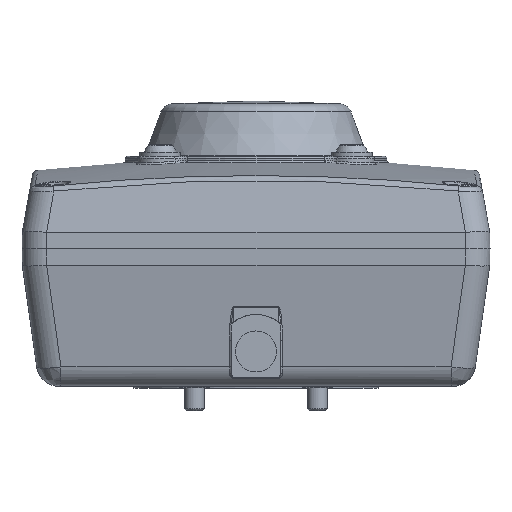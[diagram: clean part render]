
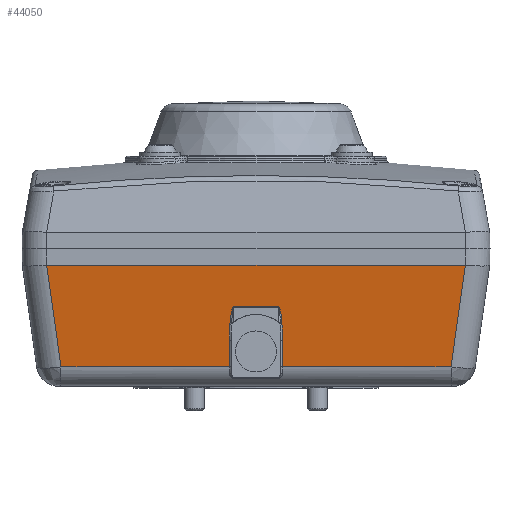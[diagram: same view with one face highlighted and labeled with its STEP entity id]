
A CAD part, left-side view. The second image highlights one B-rep face of the part: STEP entity #44050.
In plain terms, the highlighted planar face has unit normal (-0.99, 0, -0.139).
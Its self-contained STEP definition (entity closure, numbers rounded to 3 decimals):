
#43538=CARTESIAN_POINT('',(-65.362,-6.5,11.228));
#43539=VERTEX_POINT('',#43538);
#43547=CARTESIAN_POINT('',(-66.504,-5.5,19.354));
#43548=VERTEX_POINT('',#43547);
#43549=CARTESIAN_POINT('',(-65.362,-5.5,11.228));
#43550=DIRECTION('',(-0.99,0.,-0.139));
#43551=DIRECTION('',(-0.139,0.,0.99));
#43552=AXIS2_PLACEMENT_3D('',#43549,#43550,#43551);
#43553=ELLIPSE('',#43552,8.206,1.);
#43554=EDGE_CURVE('',#43539,#43548,#43553,.T.);
#43575=CARTESIAN_POINT('',(-64.45,-6.5,4.735));
#43576=VERTEX_POINT('',#43575);
#43584=CARTESIAN_POINT('',(-64.45,-6.5,4.735));
#43585=DIRECTION('',(-0.139,0.,0.99));
#43586=VECTOR('',#43585,6.558);
#43587=LINE('',#43584,#43586);
#43588=EDGE_CURVE('',#43576,#43539,#43587,.T.);
#43605=CARTESIAN_POINT('',(-66.504,5.5,19.354));
#43606=VERTEX_POINT('',#43605);
#43623=CARTESIAN_POINT('',(-66.504,-5.5,19.354));
#43624=DIRECTION('',(0.0,1.0,0.0));
#43625=VECTOR('',#43624,11.);
#43626=LINE('',#43623,#43625);
#43627=EDGE_CURVE('',#43548,#43606,#43626,.T.);
#43701=CARTESIAN_POINT('',(-65.362,6.5,11.228));
#43702=VERTEX_POINT('',#43701);
#43703=CARTESIAN_POINT('',(-65.362,5.5,11.228));
#43704=DIRECTION('',(-0.99,0.,-0.139));
#43705=DIRECTION('',(-0.139,0.,0.99));
#43706=AXIS2_PLACEMENT_3D('',#43703,#43704,#43705);
#43707=ELLIPSE('',#43706,8.206,1.);
#43708=EDGE_CURVE('',#43606,#43702,#43707,.T.);
#43791=CARTESIAN_POINT('',(-64.45,6.5,4.735));
#43792=VERTEX_POINT('',#43791);
#43809=CARTESIAN_POINT('',(-65.362,6.5,11.228));
#43810=DIRECTION('',(0.139,0.,-0.99));
#43811=VECTOR('',#43810,6.558);
#43812=LINE('',#43809,#43811);
#43813=EDGE_CURVE('',#43702,#43792,#43812,.T.);
#43982=CARTESIAN_POINT('',(-67.93,57.,29.5));
#43983=DIRECTION('',(0.99,0.,0.139));
#43984=DIRECTION('',(0.139,0.,-0.99));
#43985=AXIS2_PLACEMENT_3D('',#43982,#43983,#43984);
#43986=PLANE('',#43985);
#43987=ORIENTED_EDGE('',*,*,#43813,.F.);
#43988=ORIENTED_EDGE('',*,*,#43708,.F.);
#43989=ORIENTED_EDGE('',*,*,#43627,.F.);
#43990=ORIENTED_EDGE('',*,*,#43554,.F.);
#43991=ORIENTED_EDGE('',*,*,#43588,.F.);
#43992=CARTESIAN_POINT('',(-64.45,-47.508,4.735));
#43993=VERTEX_POINT('',#43992);
#43994=CARTESIAN_POINT('',(-64.45,-47.508,4.735));
#43995=DIRECTION('',(0.0,1.0,0.0));
#43996=VECTOR('',#43995,41.008);
#43997=LINE('',#43994,#43996);
#43998=EDGE_CURVE('',#43993,#43576,#43997,.T.);
#43999=ORIENTED_EDGE('',*,*,#43998,.F.);
#44000=CARTESIAN_POINT('',(-67.93,-50.988,29.498));
#44001=VERTEX_POINT('',#44000);
#44002=CARTESIAN_POINT('',(-67.93,-50.988,29.498));
#44003=DIRECTION('',(0.138,0.138,-0.981));
#44004=VECTOR('',#44003,25.248);
#44005=LINE('',#44002,#44004);
#44006=EDGE_CURVE('',#44001,#43993,#44005,.T.);
#44007=ORIENTED_EDGE('',*,*,#44006,.F.);
#44008=CARTESIAN_POINT('',(-67.93,-50.931,29.5));
#44009=VERTEX_POINT('',#44008);
#44010=CARTESIAN_POINT('',(-61.078,-50.078,-19.254));
#44011=DIRECTION('',(0.99,0.,0.139));
#44012=DIRECTION('',(-0.139,-0.018,0.99));
#44013=AXIS2_PLACEMENT_3D('',#44010,#44011,#44012);
#44014=ELLIPSE('',#44013,49.241,6.);
#44015=EDGE_CURVE('',#44009,#44001,#44014,.T.);
#44016=ORIENTED_EDGE('',*,*,#44015,.F.);
#44017=CARTESIAN_POINT('',(-67.93,50.931,29.5));
#44018=VERTEX_POINT('',#44017);
#44019=CARTESIAN_POINT('',(-67.93,50.931,29.5));
#44020=DIRECTION('',(0.0,-1.0,0.0));
#44021=VECTOR('',#44020,101.862);
#44022=LINE('',#44019,#44021);
#44023=EDGE_CURVE('',#44018,#44009,#44022,.T.);
#44024=ORIENTED_EDGE('',*,*,#44023,.F.);
#44025=CARTESIAN_POINT('',(-67.93,50.988,29.498));
#44026=VERTEX_POINT('',#44025);
#44027=CARTESIAN_POINT('',(-61.078,50.078,-19.254));
#44028=DIRECTION('',(0.99,0.,0.139));
#44029=DIRECTION('',(-0.139,0.018,0.99));
#44030=AXIS2_PLACEMENT_3D('',#44027,#44028,#44029);
#44031=ELLIPSE('',#44030,49.241,6.);
#44032=EDGE_CURVE('',#44026,#44018,#44031,.T.);
#44033=ORIENTED_EDGE('',*,*,#44032,.F.);
#44034=CARTESIAN_POINT('',(-64.45,47.508,4.735));
#44035=VERTEX_POINT('',#44034);
#44036=CARTESIAN_POINT('',(-64.45,47.508,4.735));
#44037=DIRECTION('',(-0.138,0.138,0.981));
#44038=VECTOR('',#44037,25.248);
#44039=LINE('',#44036,#44038);
#44040=EDGE_CURVE('',#44035,#44026,#44039,.T.);
#44041=ORIENTED_EDGE('',*,*,#44040,.F.);
#44042=CARTESIAN_POINT('',(-64.45,6.5,4.735));
#44043=DIRECTION('',(0.0,1.0,0.0));
#44044=VECTOR('',#44043,41.008);
#44045=LINE('',#44042,#44044);
#44046=EDGE_CURVE('',#43792,#44035,#44045,.T.);
#44047=ORIENTED_EDGE('',*,*,#44046,.F.);
#44048=EDGE_LOOP('',(#43987,#43988,#43989,#43990,#43991,#43999,#44007,#44016,#44024,#44033,#44041,#44047));
#44049=FACE_OUTER_BOUND('',#44048,.T.);
#44050=ADVANCED_FACE('',(#44049),#43986,.F.);
